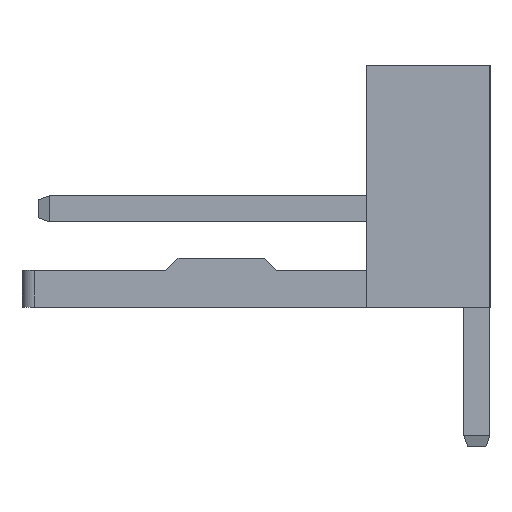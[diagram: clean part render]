
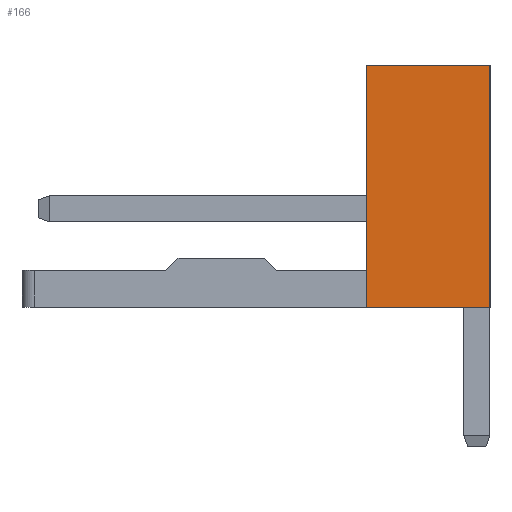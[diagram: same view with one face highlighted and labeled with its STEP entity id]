
A CAD part, left-side view. The second image highlights one B-rep face of the part: STEP entity #166.
In plain terms, the highlighted planar face has unit normal (-1, 0, 0).
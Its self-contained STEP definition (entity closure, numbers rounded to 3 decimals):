
#166=ADVANCED_FACE('',(#2178),#2180,.T.);
#2178=FACE_BOUND('',#2179,.T.);
#2179=EDGE_LOOP('',(#3812,#3813,#3814,#3815));
#2180=PLANE('',#2181);
#2181=AXIS2_PLACEMENT_3D('',#2182,#2183,#2184);
#2182=CARTESIAN_POINT('',(-1.27,-0.32,0.));
#2183=DIRECTION('',(-1.,0.,0.));
#2184=DIRECTION('',(0.,0.,1.));
#3812=ORIENTED_EDGE('',*,*,#4897,.T.);
#3813=ORIENTED_EDGE('',*,*,#4898,.T.);
#3814=ORIENTED_EDGE('',*,*,#4826,.F.);
#3815=ORIENTED_EDGE('',*,*,#4821,.F.);
#4821=EDGE_CURVE('',#5413,#5415,#5416,.T.);
#4826=EDGE_CURVE('',#5415,#5424,#5425,.T.);
#4897=EDGE_CURVE('',#5413,#5553,#5555,.T.);
#4898=EDGE_CURVE('',#5553,#5424,#5556,.T.);
#5413=VERTEX_POINT('',#6393);
#5415=VERTEX_POINT('',#6397);
#5416=LINE('',#6398,#6399);
#5424=VERTEX_POINT('',#6416);
#5425=LINE('',#6417,#6418);
#5553=VERTEX_POINT('',#6685);
#5555=LINE('',#6689,#6690);
#5556=LINE('',#6692,#6693);
#6393=CARTESIAN_POINT('',(-1.27,-0.32,0.));
#6397=CARTESIAN_POINT('',(-1.27,2.68,0.));
#6398=CARTESIAN_POINT('',(-1.27,-0.32,0.));
#6399=VECTOR('',#6400,1.);
#6400=DIRECTION('',(0.,1.,0.));
#6416=CARTESIAN_POINT('',(-1.27,2.68,5.9));
#6417=CARTESIAN_POINT('',(-1.27,2.68,0.));
#6418=VECTOR('',#6419,1.);
#6419=DIRECTION('',(0.,0.,1.));
#6685=CARTESIAN_POINT('',(-1.27,-0.32,5.9));
#6689=CARTESIAN_POINT('',(-1.27,-0.32,0.));
#6690=VECTOR('',#6691,1.);
#6691=DIRECTION('',(0.,0.,1.));
#6692=CARTESIAN_POINT('',(-1.27,-0.32,5.9));
#6693=VECTOR('',#6694,1.);
#6694=DIRECTION('',(0.,1.,0.));
